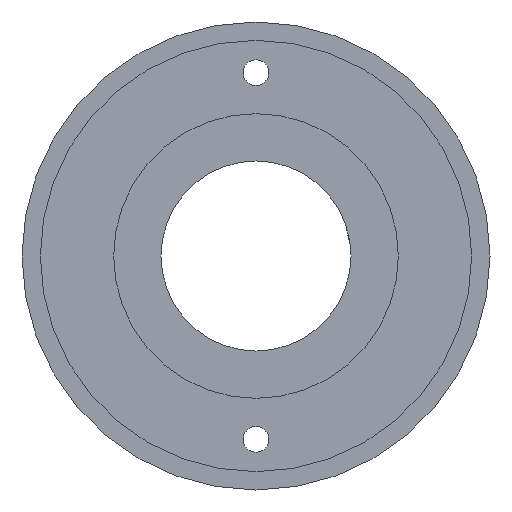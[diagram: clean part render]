
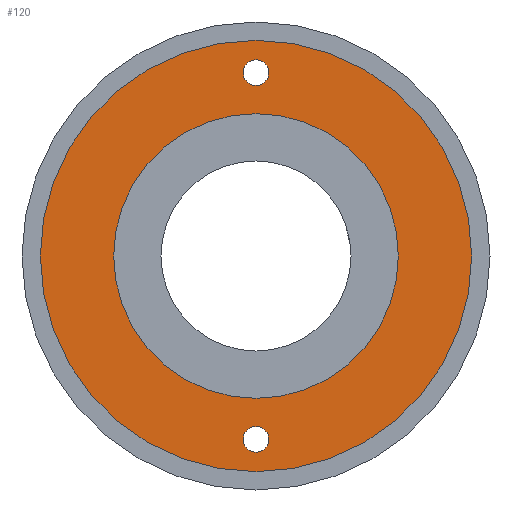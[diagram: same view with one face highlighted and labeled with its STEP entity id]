
A CAD part, left-side view. The second image highlights one B-rep face of the part: STEP entity #120.
In plain terms, the highlighted planar face has unit normal (-1, 0, 0).
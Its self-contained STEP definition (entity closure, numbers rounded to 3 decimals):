
#2 = CARTESIAN_POINT ( 'NONE',  ( -28., 0., 30. ) ) ;
#4 = CIRCLE ( 'NONE', #311, 23.3 ) ;
#15 = EDGE_CURVE ( 'NONE', #681, #164, #111, .T. ) ;
#23 = AXIS2_PLACEMENT_3D ( 'NONE', #566, #302, #610 ) ;
#24 = AXIS2_PLACEMENT_3D ( 'NONE', #661, #97, #34 ) ;
#34 = DIRECTION ( 'NONE',  ( 0., 0., 1. ) ) ;
#43 = EDGE_LOOP ( 'NONE', ( #379, #667 ) ) ;
#65 = CIRCLE ( 'NONE', #405, 2.1 ) ;
#77 = EDGE_LOOP ( 'NONE', ( #338, #223 ) ) ;
#85 = FACE_OUTER_BOUND ( 'NONE', #77, .T. ) ;
#97 = DIRECTION ( 'NONE',  ( -1., 0., 0. ) ) ;
#100 = EDGE_CURVE ( 'NONE', #563, #233, #4, .T. ) ;
#107 = CARTESIAN_POINT ( 'NONE',  ( -28., 0., -35.3 ) ) ;
#111 = CIRCLE ( 'NONE', #664, 2.1 ) ;
#120 = ADVANCED_FACE ( 'NONE', ( #652, #151, #404, #85 ), #789, .F. ) ;
#128 = CIRCLE ( 'NONE', #793, 23.3 ) ;
#142 = CARTESIAN_POINT ( 'NONE',  ( -28., 0., -30. ) ) ;
#151 = FACE_BOUND ( 'NONE', #43, .T. ) ;
#159 = DIRECTION ( 'NONE',  ( 0., 0., -1. ) ) ;
#161 = DIRECTION ( 'NONE',  ( -1., 0., 0. ) ) ;
#163 = CARTESIAN_POINT ( 'NONE',  ( -28., 0., -23.3 ) ) ;
#164 = VERTEX_POINT ( 'NONE', #289 ) ;
#180 = EDGE_CURVE ( 'NONE', #469, #383, #791, .T. ) ;
#223 = ORIENTED_EDGE ( 'NONE', *, *, #239, .T. ) ;
#233 = VERTEX_POINT ( 'NONE', #163 ) ;
#234 = CARTESIAN_POINT ( 'NONE',  ( -28., 0., -32.1 ) ) ;
#239 = EDGE_CURVE ( 'NONE', #312, #325, #361, .T. ) ;
#271 = ORIENTED_EDGE ( 'NONE', *, *, #735, .T. ) ;
#274 = DIRECTION ( 'NONE',  ( 1., 0., 0. ) ) ;
#289 = CARTESIAN_POINT ( 'NONE',  ( -28., 0., -27.9 ) ) ;
#294 = CARTESIAN_POINT ( 'NONE',  ( -28., 0., 35.3 ) ) ;
#302 = DIRECTION ( 'NONE',  ( -1., 0., 0. ) ) ;
#311 = AXIS2_PLACEMENT_3D ( 'NONE', #647, #410, #345 ) ;
#312 = VERTEX_POINT ( 'NONE', #107 ) ;
#318 = CARTESIAN_POINT ( 'NONE',  ( -28., 0., 32.1 ) ) ;
#319 = DIRECTION ( 'NONE',  ( 1., 0., 0. ) ) ;
#325 = VERTEX_POINT ( 'NONE', #294 ) ;
#337 = CARTESIAN_POINT ( 'NONE',  ( -28., 35.3, 0. ) ) ;
#338 = ORIENTED_EDGE ( 'NONE', *, *, #673, .T. ) ;
#342 = DIRECTION ( 'NONE',  ( 0., 0., -1. ) ) ;
#345 = DIRECTION ( 'NONE',  ( 0., 0., 1. ) ) ;
#361 = CIRCLE ( 'NONE', #23, 35.3 ) ;
#366 = CARTESIAN_POINT ( 'NONE',  ( -28., 0., 23.3 ) ) ;
#379 = ORIENTED_EDGE ( 'NONE', *, *, #180, .T. ) ;
#383 = VERTEX_POINT ( 'NONE', #318 ) ;
#404 = FACE_BOUND ( 'NONE', #731, .T. ) ;
#405 = AXIS2_PLACEMENT_3D ( 'NONE', #2, #517, #458 ) ;
#410 = DIRECTION ( 'NONE',  ( -1., 0., 0. ) ) ;
#421 = CARTESIAN_POINT ( 'NONE',  ( -28., 0., 30. ) ) ;
#458 = DIRECTION ( 'NONE',  ( 0., 0., -1. ) ) ;
#462 = DIRECTION ( 'NONE',  ( 0., 0., -1. ) ) ;
#465 = DIRECTION ( 'NONE',  ( 1., 0., 0. ) ) ;
#469 = VERTEX_POINT ( 'NONE', #621 ) ;
#484 = ORIENTED_EDGE ( 'NONE', *, *, #648, .F. ) ;
#498 = CARTESIAN_POINT ( 'NONE',  ( -28., 0., 0. ) ) ;
#500 = CARTESIAN_POINT ( 'NONE',  ( -28., 0., -30. ) ) ;
#514 = EDGE_LOOP ( 'NONE', ( #710, #271 ) ) ;
#517 = DIRECTION ( 'NONE',  ( 1., 0., 0. ) ) ;
#520 = AXIS2_PLACEMENT_3D ( 'NONE', #142, #465, #462 ) ;
#532 = CIRCLE ( 'NONE', #24, 35.3 ) ;
#551 = DIRECTION ( 'NONE',  ( 0., 0., 1. ) ) ;
#563 = VERTEX_POINT ( 'NONE', #366 ) ;
#566 = CARTESIAN_POINT ( 'NONE',  ( -28., 0., 0. ) ) ;
#574 = CIRCLE ( 'NONE', #520, 2.1 ) ;
#601 = DIRECTION ( 'NONE',  ( 1., 0., 0. ) ) ;
#610 = DIRECTION ( 'NONE',  ( 0., 0., 1. ) ) ;
#621 = CARTESIAN_POINT ( 'NONE',  ( -28., 0., 27.9 ) ) ;
#647 = CARTESIAN_POINT ( 'NONE',  ( -28., 0., 0. ) ) ;
#648 = EDGE_CURVE ( 'NONE', #233, #563, #128, .T. ) ;
#650 = ORIENTED_EDGE ( 'NONE', *, *, #100, .F. ) ;
#652 = FACE_BOUND ( 'NONE', #514, .T. ) ;
#661 = CARTESIAN_POINT ( 'NONE',  ( -28., 0., 0. ) ) ;
#664 = AXIS2_PLACEMENT_3D ( 'NONE', #500, #319, #685 ) ;
#667 = ORIENTED_EDGE ( 'NONE', *, *, #822, .T. ) ;
#673 = EDGE_CURVE ( 'NONE', #325, #312, #532, .T. ) ;
#681 = VERTEX_POINT ( 'NONE', #234 ) ;
#685 = DIRECTION ( 'NONE',  ( 0., 0., -1. ) ) ;
#710 = ORIENTED_EDGE ( 'NONE', *, *, #15, .T. ) ;
#711 = AXIS2_PLACEMENT_3D ( 'NONE', #421, #601, #159 ) ;
#731 = EDGE_LOOP ( 'NONE', ( #650, #484 ) ) ;
#735 = EDGE_CURVE ( 'NONE', #164, #681, #574, .T. ) ;
#785 = AXIS2_PLACEMENT_3D ( 'NONE', #337, #274, #342 ) ;
#789 = PLANE ( 'NONE',  #785 ) ;
#791 = CIRCLE ( 'NONE', #711, 2.1 ) ;
#793 = AXIS2_PLACEMENT_3D ( 'NONE', #498, #161, #551 ) ;
#822 = EDGE_CURVE ( 'NONE', #383, #469, #65, .T. ) ;
